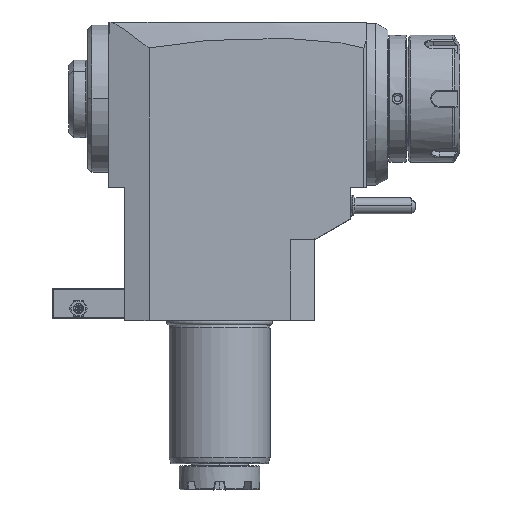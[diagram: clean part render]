
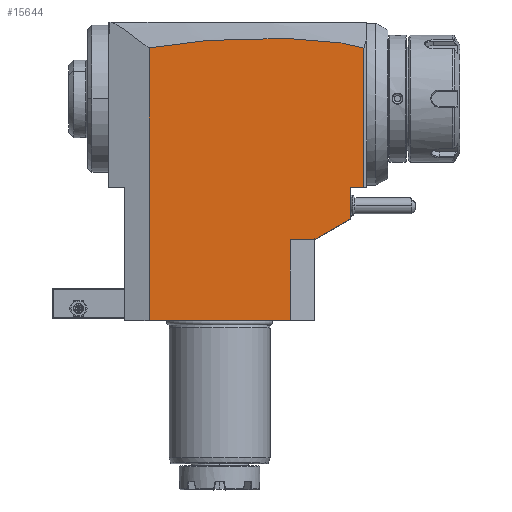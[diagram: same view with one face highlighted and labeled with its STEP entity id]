
A CAD part, top view. The second image highlights one B-rep face of the part: STEP entity #15644.
In plain terms, the highlighted planar face has unit normal (0, 0, 1).
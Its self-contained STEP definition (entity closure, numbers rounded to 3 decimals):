
#9=DIRECTION('',(-1.,0.,0.));
#10=VECTOR('',#9,70.);
#11=CARTESIAN_POINT('',(35.,0.,44.));
#12=LINE('',#11,#10);
#4527=DIRECTION('',(1.,0.,0.));
#4528=VECTOR('',#4527,11.);
#4529=CARTESIAN_POINT('',(35.,40.,44.));
#4530=LINE('',#4529,#4528);
#4543=DIRECTION('',(0.,1.,0.));
#4544=VECTOR('',#4543,40.);
#4545=CARTESIAN_POINT('',(35.,0.,44.));
#4546=LINE('',#4545,#4544);
#4575=DIRECTION('',(0.,-1.,0.));
#4576=VECTOR('',#4575,15.608);
#4577=CARTESIAN_POINT('',(65.,66.,44.));
#4578=LINE('',#4577,#4576);
#4579=DIRECTION('',(-0.866,-0.5,0.));
#4580=VECTOR('',#4579,20.785);
#4581=CARTESIAN_POINT('',(65.,50.392,44.));
#4582=LINE('',#4581,#4580);
#4583=DIRECTION('',(0.,1.,0.));
#4584=VECTOR('',#4583,0.577);
#4585=CARTESIAN_POINT('',(47.,40.,44.));
#4586=LINE('',#4585,#4584);
#4587=DIRECTION('',(0.866,0.5,0.));
#4588=VECTOR('',#4587,1.155);
#4589=CARTESIAN_POINT('',(46.,40.,44.));
#4590=LINE('',#4589,#4588);
#4591=DIRECTION('',(0.,1.,0.));
#4592=VECTOR('',#4591,135.17);
#4593=CARTESIAN_POINT('',(-35.,0.,44.));
#4594=LINE('',#4593,#4592);
#4595=CARTESIAN_POINT('',(71.5,135.054,44.));
#4596=CARTESIAN_POINT('',(71.146,135.178,44.));
#4597=CARTESIAN_POINT('',(70.412,135.421,44.));
#4598=CARTESIAN_POINT('',(69.225,135.773,44.));
#4599=CARTESIAN_POINT('',(67.985,136.105,44.));
#4600=CARTESIAN_POINT('',(66.714,136.414,44.));
#4601=CARTESIAN_POINT('',(65.434,136.699,44.));
#4602=CARTESIAN_POINT('',(64.081,136.975,44.));
#4603=CARTESIAN_POINT('',(62.599,137.253,44.));
#4604=CARTESIAN_POINT('',(60.924,137.54,44.));
#4605=CARTESIAN_POINT('',(59.009,137.836,44.));
#4606=CARTESIAN_POINT('',(56.845,138.136,44.));
#4607=CARTESIAN_POINT('',(54.419,138.435,44.));
#4608=CARTESIAN_POINT('',(51.7,138.727,44.));
#4609=CARTESIAN_POINT('',(48.629,139.012,44.));
#4610=CARTESIAN_POINT('',(45.152,139.282,44.));
#4611=CARTESIAN_POINT('',(41.185,139.529,44.));
#4612=CARTESIAN_POINT('',(36.673,139.742,44.));
#4613=CARTESIAN_POINT('',(31.711,139.897,44.));
#4614=CARTESIAN_POINT('',(26.412,139.981,44.));
#4615=CARTESIAN_POINT('',(20.968,139.986,44.));
#4616=CARTESIAN_POINT('',(15.452,139.91,44.));
#4617=CARTESIAN_POINT('',(9.909,139.755,44.));
#4618=CARTESIAN_POINT('',(4.322,139.52,44.));
#4619=CARTESIAN_POINT('',(-1.311,139.201,44.));
#4620=CARTESIAN_POINT('',(-6.676,138.815,44.));
#4621=CARTESIAN_POINT('',(-11.428,138.405,44.));
#4622=CARTESIAN_POINT('',(-15.701,137.979,44.));
#4623=CARTESIAN_POINT('',(-19.687,137.527,44.));
#4624=CARTESIAN_POINT('',(-23.581,137.031,44.));
#4625=CARTESIAN_POINT('',(-27.427,136.481,44.));
#4626=CARTESIAN_POINT('',(-31.229,135.869,44.));
#4627=CARTESIAN_POINT('',(-33.747,135.413,44.));
#4628=CARTESIAN_POINT('',(-35.,135.17,44.));
#4630=DIRECTION('',(0.,-1.,0.));
#4631=VECTOR('',#4630,69.054);
#4632=CARTESIAN_POINT('',(71.5,135.054,44.));
#4633=LINE('',#4632,#4631);
#4634=DIRECTION('',(1.,0.,0.));
#4635=VECTOR('',#4634,6.5);
#4636=CARTESIAN_POINT('',(65.,66.,44.));
#4637=LINE('',#4636,#4635);
#10846=VERTEX_POINT('',#4595);
#10847=VERTEX_POINT('',#4628);
#10859=CARTESIAN_POINT('',(71.5,66.,44.));
#10860=VERTEX_POINT('',#10859);
#10879=CARTESIAN_POINT('',(35.,40.,44.));
#10880=CARTESIAN_POINT('',(46.,40.,44.));
#10881=VERTEX_POINT('',#10879);
#10882=VERTEX_POINT('',#10880);
#11227=CARTESIAN_POINT('',(35.,0.,44.));
#11228=CARTESIAN_POINT('',(-35.,0.,44.));
#11229=VERTEX_POINT('',#11227);
#11230=VERTEX_POINT('',#11228);
#11241=CARTESIAN_POINT('',(65.,50.392,44.));
#11242=CARTESIAN_POINT('',(47.,40.,44.));
#11243=VERTEX_POINT('',#11241);
#11244=VERTEX_POINT('',#11242);
#11369=CARTESIAN_POINT('',(47.,40.577,44.));
#11371=VERTEX_POINT('',#11369);
#11439=CARTESIAN_POINT('',(65.,66.,44.));
#11440=VERTEX_POINT('',#11439);
#15622=CARTESIAN_POINT('',(-53.475,40.,44.));
#15623=DIRECTION('',(0.,0.,1.));
#15624=DIRECTION('',(1.,0.,0.));
#15625=AXIS2_PLACEMENT_3D('',#15622,#15623,#15624);
#15626=PLANE('',#15625);
#15628=ORIENTED_EDGE('',*,*,#15627,.F.);
#15630=ORIENTED_EDGE('',*,*,#15629,.T.);
#15631=ORIENTED_EDGE('',*,*,#15542,.T.);
#15633=ORIENTED_EDGE('',*,*,#15632,.T.);
#15635=ORIENTED_EDGE('',*,*,#15634,.F.);
#15636=ORIENTED_EDGE('',*,*,#15562,.F.);
#15637=ORIENTED_EDGE('',*,*,#15579,.F.);
#15638=ORIENTED_EDGE('',*,*,#11458,.T.);
#15639=ORIENTED_EDGE('',*,*,#11612,.T.);
#15640=ORIENTED_EDGE('',*,*,#12070,.F.);
#15641=ORIENTED_EDGE('',*,*,#12087,.T.);
#15642=EDGE_LOOP('',(#15628,#15630,#15631,#15633,#15635,#15636,#15637,#15638,
#15639,#15640,#15641));
#15643=FACE_OUTER_BOUND('',#15642,.F.);
#4629=B_SPLINE_CURVE_WITH_KNOTS('',3,(#4595,#4596,#4597,#4598,#4599,#4600,#4601,
#4602,#4603,#4604,#4605,#4606,#4607,#4608,#4609,#4610,#4611,#4612,#4613,#4614,
#4615,#4616,#4617,#4618,#4619,#4620,#4621,#4622,#4623,#4624,#4625,#4626,#4627,
#4628),.UNSPECIFIED.,.F.,.F.,(4,1,1,1,1,1,1,1,1,1,1,1,1,1,1,1,1,1,1,1,1,1,1,1,1,
1,1,1,1,1,1,4),(0.,0.032,0.065,0.097,
0.129,0.161,0.194,0.226,
0.258,0.29,0.323,0.355,
0.387,0.419,0.452,0.484,
0.516,0.548,0.581,0.613,
0.645,0.677,0.71,0.742,
0.774,0.806,0.839,0.871,
0.903,0.935,0.968,1.),.UNSPECIFIED.);
#11458=EDGE_CURVE('',#11229,#11230,#12,.T.);
#11612=EDGE_CURVE('',#11230,#10847,#4594,.T.);
#12070=EDGE_CURVE('',#10846,#10847,#4629,.T.);
#12087=EDGE_CURVE('',#10846,#10860,#4633,.T.);
#15542=EDGE_CURVE('',#11243,#11244,#4582,.T.);
#15562=EDGE_CURVE('',#10881,#10882,#4530,.T.);
#15579=EDGE_CURVE('',#11229,#10881,#4546,.T.);
#15627=EDGE_CURVE('',#11440,#10860,#4637,.T.);
#15629=EDGE_CURVE('',#11440,#11243,#4578,.T.);
#15632=EDGE_CURVE('',#11244,#11371,#4586,.T.);
#15634=EDGE_CURVE('',#10882,#11371,#4590,.T.);
#15644=ADVANCED_FACE('',(#15643),#15626,.T.);
